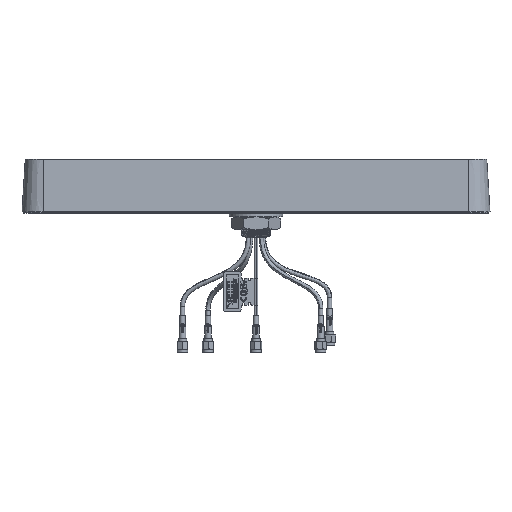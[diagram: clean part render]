
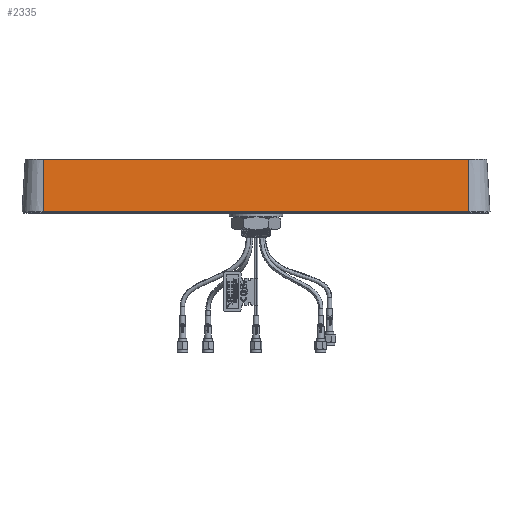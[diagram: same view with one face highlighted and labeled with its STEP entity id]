
A CAD part, front view. The second image highlights one B-rep face of the part: STEP entity #2335.
In plain terms, the highlighted planar face has unit normal (0, -0.998, 0.061).
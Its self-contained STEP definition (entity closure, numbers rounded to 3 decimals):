
#717 = VERTEX_POINT ( 'NONE', #36204 ) ;
#2004 = LINE ( 'NONE', #40100, #23731 ) ;
#2335 = ADVANCED_FACE ( 'NONE', ( #76174 ), #13565, .T. ) ;
#4852 = DIRECTION ( 'NONE',  ( 1., 0., 0. ) ) ;
#5509 = VERTEX_POINT ( 'NONE', #81718 ) ;
#6933 = DIRECTION ( 'NONE',  ( 0., -0.998, 0.061 ) ) ;
#10342 = DIRECTION ( 'NONE',  ( 1., 0., 0. ) ) ;
#10449 = LINE ( 'NONE', #73119, #80733 ) ;
#11883 = LINE ( 'NONE', #49584, #35223 ) ;
#13565 = PLANE ( 'NONE',  #54560 ) ;
#18551 = ORIENTED_EDGE ( 'NONE', *, *, #35706, .T. ) ;
#21273 = VERTEX_POINT ( 'NONE', #28418 ) ;
#23731 = VECTOR ( 'NONE', #44671, 1000. ) ;
#28418 = CARTESIAN_POINT ( 'NONE',  ( -159., -32.615, 38. ) ) ;
#31847 = EDGE_CURVE ( 'NONE', #717, #65224, #11883, .T. ) ;
#32693 = EDGE_CURVE ( 'NONE', #21273, #5509, #36048, .T. ) ;
#35223 = VECTOR ( 'NONE', #4852, 1000. ) ;
#35706 = EDGE_CURVE ( 'NONE', #21273, #717, #2004, .T. ) ;
#35980 = ORIENTED_EDGE ( 'NONE', *, *, #62853, .T. ) ;
#36048 = LINE ( 'NONE', #67605, #67126 ) ;
#36204 = CARTESIAN_POINT ( 'NONE',  ( -159., -35., -1. ) ) ;
#36560 = DIRECTION ( 'NONE',  ( 0., 0.061, 0.998 ) ) ;
#40100 = CARTESIAN_POINT ( 'NONE',  ( -159., -35., -1. ) ) ;
#42891 = CARTESIAN_POINT ( 'NONE',  ( 159., -35., -1. ) ) ;
#44671 = DIRECTION ( 'NONE',  ( 0., -0.061, -0.998 ) ) ;
#45436 = CARTESIAN_POINT ( 'NONE',  ( -175., -35., -1. ) ) ;
#49584 = CARTESIAN_POINT ( 'NONE',  ( -175., -35., -1. ) ) ;
#50439 = DIRECTION ( 'NONE',  ( -1., 0., 0. ) ) ;
#53245 = ORIENTED_EDGE ( 'NONE', *, *, #31847, .T. ) ;
#54560 = AXIS2_PLACEMENT_3D ( 'NONE', #45436, #6933, #50439 ) ;
#60849 = EDGE_LOOP ( 'NONE', ( #70166, #18551, #53245, #35980 ) ) ;
#62853 = EDGE_CURVE ( 'NONE', #65224, #5509, #10449, .T. ) ;
#65224 = VERTEX_POINT ( 'NONE', #42891 ) ;
#67126 = VECTOR ( 'NONE', #10342, 1000. ) ;
#67605 = CARTESIAN_POINT ( 'NONE',  ( 0., -32.615, 38. ) ) ;
#70166 = ORIENTED_EDGE ( 'NONE', *, *, #32693, .F. ) ;
#73119 = CARTESIAN_POINT ( 'NONE',  ( 159., -35., -1. ) ) ;
#76174 = FACE_OUTER_BOUND ( 'NONE', #60849, .T. ) ;
#80733 = VECTOR ( 'NONE', #36560, 1000. ) ;
#81718 = CARTESIAN_POINT ( 'NONE',  ( 159., -32.615, 38. ) ) ;
